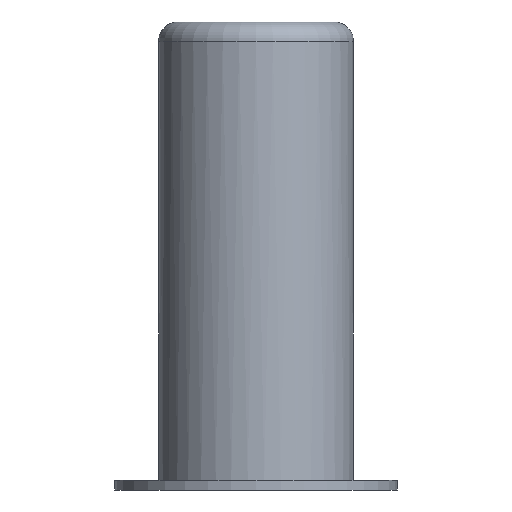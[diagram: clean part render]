
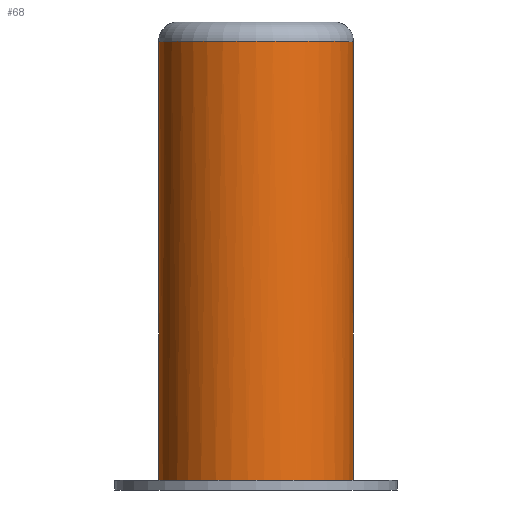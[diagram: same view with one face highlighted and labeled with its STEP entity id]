
A CAD part, left-side view. The second image highlights one B-rep face of the part: STEP entity #68.
In plain terms, the highlighted cylindrical face has radius 5 mm (diameter 10 mm), a full revolution.
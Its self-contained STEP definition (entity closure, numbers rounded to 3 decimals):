
#68 = ADVANCED_FACE( '', ( #136, #137 ), #138, .T. );
#136 = FACE_OUTER_BOUND( '', #197, .T. );
#137 = FACE_OUTER_BOUND( '', #198, .T. );
#138 = CYLINDRICAL_SURFACE( '', #199, 5. );
#197 = EDGE_LOOP( '', ( #310 ) );
#198 = EDGE_LOOP( '', ( #311, #312, #313, #314 ) );
#199 = AXIS2_PLACEMENT_3D( '', #315, #316, #317 );
#310 = ORIENTED_EDGE( '', *, *, #354, .T. );
#311 = ORIENTED_EDGE( '', *, *, #357, .T. );
#312 = ORIENTED_EDGE( '', *, *, #349, .T. );
#313 = ORIENTED_EDGE( '', *, *, #359, .T. );
#314 = ORIENTED_EDGE( '', *, *, #333, .T. );
#315 = CARTESIAN_POINT( '', ( 0., 0., 57.15 ) );
#316 = DIRECTION( '', ( 0., 0., -1. ) );
#317 = DIRECTION( '', ( 1., 0., 0. ) );
#333 = EDGE_CURVE( '', #383, #384, #385, .F. );
#349 = EDGE_CURVE( '', #409, #407, #410, .T. );
#354 = EDGE_CURVE( '', #416, #416, #417, .F. );
#357 = EDGE_CURVE( '', #384, #409, #421, .T. );
#359 = EDGE_CURVE( '', #407, #383, #423, .T. );
#383 = VERTEX_POINT( '', #452 );
#384 = VERTEX_POINT( '', #453 );
#385 = LINE( '', #454, #455 );
#407 = VERTEX_POINT( '', #485 );
#409 = VERTEX_POINT( '', #488 );
#410 = LINE( '', #489, #490 );
#416 = VERTEX_POINT( '', #497 );
#417 = CIRCLE( '', #498, 5. );
#421 = CIRCLE( '', #502, 5. );
#423 = B_SPLINE_CURVE_WITH_KNOTS( '', 3, ( #504, #505, #506, #507, #508, #509, #510, #511, #512, #513, #514, #515, #516, #517, #518, #519, #520, #521, #522, #523, #524, #525, #526, #527, #528, #529 ), .UNSPECIFIED., .F., .F., ( 4, 2, 2, 2, 2, 2, 2, 2, 2, 2, 2, 2, 4 ), ( 0., 0., 0.001, 0.001, 0.001, 0.002, 0.003, 0.003, 0.003, 0.003, 0.004, 0.004, 0.005 ), .UNSPECIFIED. );
#452 = CARTESIAN_POINT( '', ( 4.737, 1.6, 6.65 ) );
#453 = CARTESIAN_POINT( '', ( 4.737, 1.6, -11.75 ) );
#454 = CARTESIAN_POINT( '', ( 4.737, 1.6, 57.15 ) );
#455 = VECTOR( '', #556, 1000. );
#485 = CARTESIAN_POINT( '', ( 4.737, -1.6, 6.65 ) );
#488 = CARTESIAN_POINT( '', ( 4.737, -1.6, -11.75 ) );
#489 = CARTESIAN_POINT( '', ( 4.737, -1.6, 57.15 ) );
#490 = VECTOR( '', #572, 1000. );
#497 = CARTESIAN_POINT( '', ( 5., 0., 10.75 ) );
#498 = AXIS2_PLACEMENT_3D( '', #577, #578, #579 );
#502 = AXIS2_PLACEMENT_3D( '', #583, #584, #585 );
#504 = CARTESIAN_POINT( '', ( 4.737, -1.6, 6.65 ) );
#505 = CARTESIAN_POINT( '', ( 4.737, -1.6, 6.756 ) );
#506 = CARTESIAN_POINT( '', ( 4.741, -1.589, 6.861 ) );
#507 = CARTESIAN_POINT( '', ( 4.754, -1.548, 7.066 ) );
#508 = CARTESIAN_POINT( '', ( 4.764, -1.517, 7.168 ) );
#509 = CARTESIAN_POINT( '', ( 4.789, -1.437, 7.361 ) );
#510 = CARTESIAN_POINT( '', ( 4.804, -1.388, 7.453 ) );
#511 = CARTESIAN_POINT( '', ( 4.836, -1.272, 7.626 ) );
#512 = CARTESIAN_POINT( '', ( 4.853, -1.205, 7.708 ) );
#513 = CARTESIAN_POINT( '', ( 4.904, -0.985, 7.928 ) );
#514 = CARTESIAN_POINT( '', ( 4.938, -0.808, 8.047 ) );
#515 = CARTESIAN_POINT( '', ( 4.986, -0.424, 8.207 ) );
#516 = CARTESIAN_POINT( '', ( 5., -0.213, 8.25 ) );
#517 = CARTESIAN_POINT( '', ( 5., 0.106, 8.25 ) );
#518 = CARTESIAN_POINT( '', ( 4.997, 0.211, 8.239 ) );
#519 = CARTESIAN_POINT( '', ( 4.984, 0.416, 8.198 ) );
#520 = CARTESIAN_POINT( '', ( 4.974, 0.518, 8.167 ) );
#521 = CARTESIAN_POINT( '', ( 4.95, 0.712, 8.087 ) );
#522 = CARTESIAN_POINT( '', ( 4.936, 0.803, 8.038 ) );
#523 = CARTESIAN_POINT( '', ( 4.904, 0.977, 7.922 ) );
#524 = CARTESIAN_POINT( '', ( 4.887, 1.058, 7.855 ) );
#525 = CARTESIAN_POINT( '', ( 4.836, 1.278, 7.635 ) );
#526 = CARTESIAN_POINT( '', ( 4.802, 1.397, 7.458 ) );
#527 = CARTESIAN_POINT( '', ( 4.752, 1.557, 7.074 ) );
#528 = CARTESIAN_POINT( '', ( 4.737, 1.6, 6.863 ) );
#529 = CARTESIAN_POINT( '', ( 4.737, 1.6, 6.65 ) );
#556 = DIRECTION( '', ( 0., 0., 1. ) );
#572 = DIRECTION( '', ( 0., 0., 1. ) );
#577 = CARTESIAN_POINT( '', ( 0., 0., 10.75 ) );
#578 = DIRECTION( '', ( 0., 0., 1. ) );
#579 = DIRECTION( '', ( 1., 0., 0. ) );
#583 = CARTESIAN_POINT( '', ( 0., 0., -11.75 ) );
#584 = DIRECTION( '', ( 0., 0., 1. ) );
#585 = DIRECTION( '', ( 1., 0., 0. ) );
